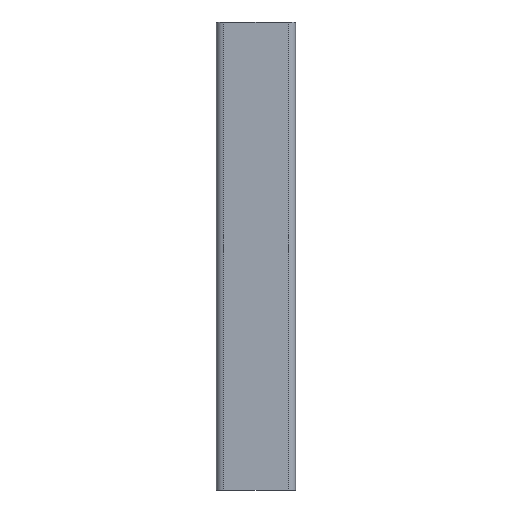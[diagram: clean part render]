
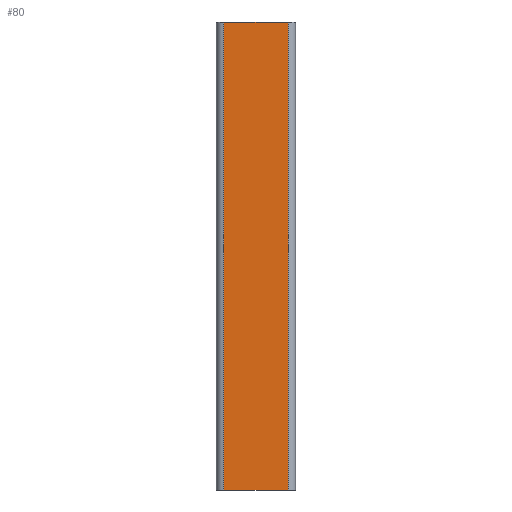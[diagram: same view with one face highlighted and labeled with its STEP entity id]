
A CAD part, front view. The second image highlights one B-rep face of the part: STEP entity #80.
In plain terms, the highlighted planar face has unit normal (0, -1, 0).
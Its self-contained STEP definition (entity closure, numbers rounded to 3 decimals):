
#80=ADVANCED_FACE('',(#104),#105,.T.);
#104=FACE_OUTER_BOUND('',#142,.T.);
#105=PLANE('',#143);
#142=EDGE_LOOP('',(#205,#206,#207,#208));
#143=AXIS2_PLACEMENT_3D('',#209,#210,#211);
#205=ORIENTED_EDGE('',*,*,#336,.T.);
#206=ORIENTED_EDGE('',*,*,#337,.F.);
#207=ORIENTED_EDGE('',*,*,#338,.T.);
#208=ORIENTED_EDGE('',*,*,#334,.T.);
#209=CARTESIAN_POINT('',(112.2,95.5,0.0));
#210=DIRECTION('',(-0.0,-1.0,-0.0));
#211=DIRECTION('',(-1.0,0.0,0.0));
#334=EDGE_CURVE('',#393,#391,#394,.T.);
#336=EDGE_CURVE('',#391,#396,#397,.T.);
#337=EDGE_CURVE('',#398,#396,#399,.T.);
#338=EDGE_CURVE('',#398,#393,#400,.T.);
#391=VERTEX_POINT('',#480);
#393=VERTEX_POINT('',#482);
#394=LINE('',#483,#484);
#396=VERTEX_POINT('',#486);
#397=LINE('',#487,#488);
#398=VERTEX_POINT('',#489);
#399=LINE('',#490,#491);
#400=LINE('',#492,#493);
#480=CARTESIAN_POINT('',(43.7,95.5,-1000.0));
#482=CARTESIAN_POINT('',(43.7,95.5,0.0));
#483=CARTESIAN_POINT('',(43.7,95.5,0.0));
#484=VECTOR('',#584,1.0);
#486=CARTESIAN_POINT('',(180.7,95.5,-1000.0));
#487=CARTESIAN_POINT('',(180.7,95.5,-1000.0));
#488=VECTOR('',#588,1.0);
#489=CARTESIAN_POINT('',(180.7,95.5,0.0));
#490=CARTESIAN_POINT('',(180.7,95.5,0.0));
#491=VECTOR('',#589,1.0);
#492=CARTESIAN_POINT('',(180.7,95.5,0.0));
#493=VECTOR('',#590,1.0);
#584=DIRECTION('',(0.0,0.0,-1.0));
#588=DIRECTION('',(1.0,0.0,0.0));
#589=DIRECTION('',(0.0,0.0,-1.0));
#590=DIRECTION('',(-1.0,0.0,0.0));
